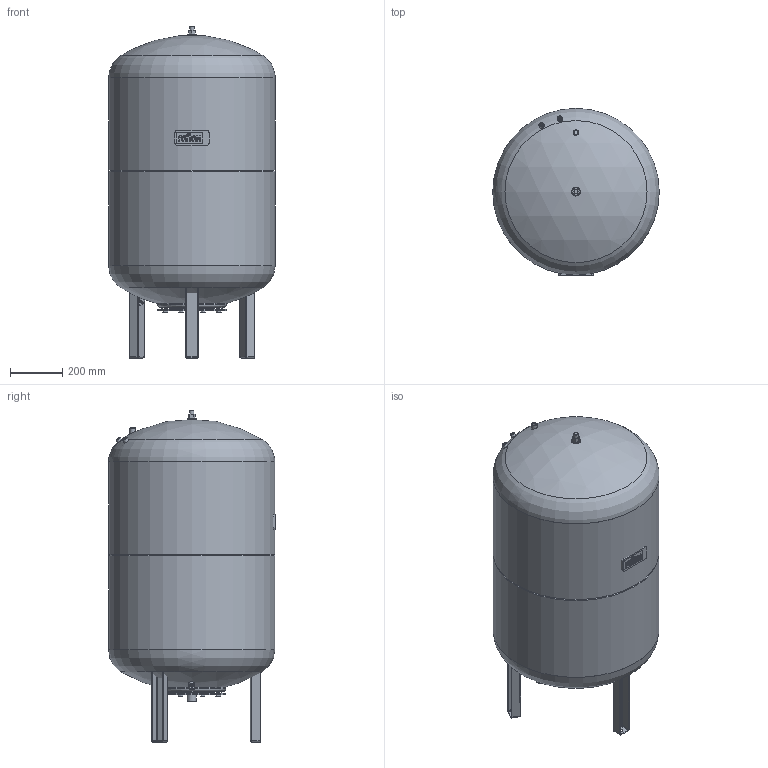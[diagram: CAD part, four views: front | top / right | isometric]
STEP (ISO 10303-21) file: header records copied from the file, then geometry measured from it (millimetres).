
FILE_DESCRIPTION(/* description */ (''),/* implementation_level */ '2;1');
FILE_NAME(/* name */ '3d_ReflexomatRF300_6bar-8789200.stp',/* time_stamp */ '2015-12-08T09:24:48+01:00',/* author */ ('Andrzej'),/* organization */ (''),/* preprocessor_version */ 'ST-DEVELOPER v15.5',/* originating_system */ 'AutoCAD Mechanical',/* authorisation */ '');
FILE_SCHEMA (('AUTOMOTIVE_DESIGN { 1 0 10303 214 3 1 1 }'));
Length unit declared in the file: millimetre
Products named in the file (1): Product
Bounding box: 634 x 636.27 x 1265 mm (x, y, z)
Volume: 294145983.5 mm3; surface area: 4037299.7 mm2
Topology: 16 solids, 16 shells, 492 faces, 1199 edges, 751 vertices
Faces by surface type: plane 264, cylinder 170, torus 23, sphere 18, cone 17
Full cylindrical faces by diameter (mm): 3 x1, 10 x16, 11.445 x2, 13.4 x3, 14.95 x1, 16 x2, 18.5 x2, 19 x1, 21.3 x3, 33.7 x1, 34 x1, 161 x1, 230 x1, 250 x1, 260 x2, 634 x4
Entity records: 14241 total; most frequent: CARTESIAN_POINT 2775, DIRECTION 2473, ORIENTED_EDGE 2192, EDGE_CURVE 1096, AXIS2_PLACEMENT_3D 897, VERTEX_POINT 727, LINE 679, VECTOR 679
